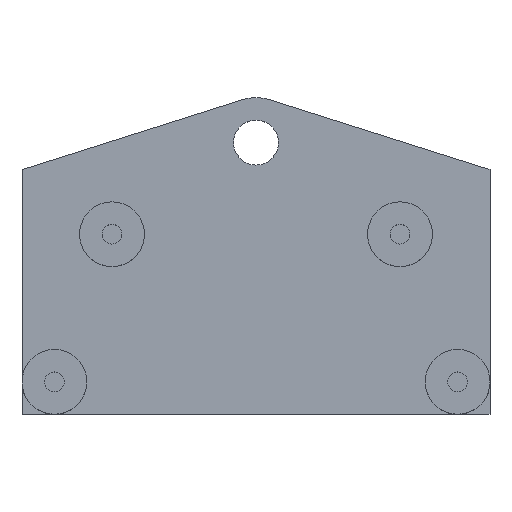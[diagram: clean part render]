
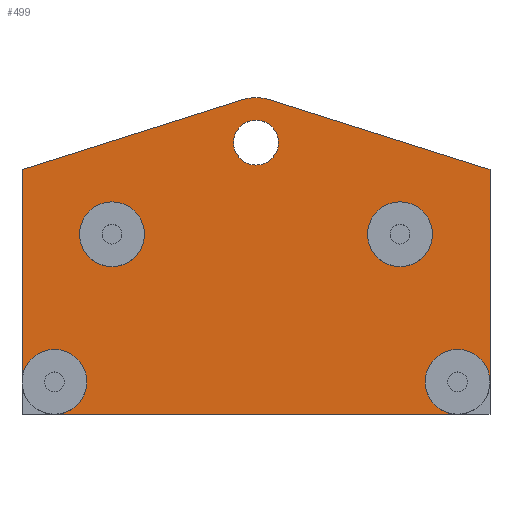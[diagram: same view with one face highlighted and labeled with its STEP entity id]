
A CAD part, top view. The second image highlights one B-rep face of the part: STEP entity #499.
In plain terms, the highlighted planar face has unit normal (0, 0, 1).
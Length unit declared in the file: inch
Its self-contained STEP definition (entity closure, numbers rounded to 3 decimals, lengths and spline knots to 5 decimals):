
#9 = AXIS2_PLACEMENT_3D ( 'NONE', #113, #162, #1074 ) ;
#13 = EDGE_CURVE ( 'NONE', #312, #572, #699, .T. ) ;
#16 = AXIS2_PLACEMENT_3D ( 'NONE', #841, #838, #829 ) ;
#19 = CARTESIAN_POINT ( 'NONE',  ( -0.8, 0.54818, 0.15 ) ) ;
#32 = DIRECTION ( 'NONE',  ( 1., 0., 0. ) ) ;
#36 = AXIS2_PLACEMENT_3D ( 'NONE', #19, #792, #864 ) ;
#37 = DIRECTION ( 'NONE',  ( 0., 0., -1. ) ) ;
#43 = CARTESIAN_POINT ( 'NONE',  ( -1.12, -0.27182, 0.15 ) ) ;
#45 = CARTESIAN_POINT ( 'NONE',  ( 0.94, -0.27182, 0.15 ) ) ;
#58 = EDGE_CURVE ( 'NONE', #538, #810, #428, .T. ) ;
#60 = AXIS2_PLACEMENT_3D ( 'NONE', #163, #144, #137 ) ;
#65 = DIRECTION ( 'NONE',  ( -1., 0., 0. ) ) ;
#70 = EDGE_LOOP ( 'NONE', ( #179, #238 ) ) ;
#76 = FACE_BOUND ( 'NONE', #851, .T. ) ;
#84 = CIRCLE ( 'NONE', #16, 0.125 ) ;
#98 = EDGE_CURVE ( 'NONE', #1033, #312, #916, .T. ) ;
#99 = CARTESIAN_POINT ( 'NONE',  ( 0.98, 0.54818, 0.15 ) ) ;
#112 = CARTESIAN_POINT ( 'NONE',  ( 1.12, -0.45182, 0.15 ) ) ;
#113 = CARTESIAN_POINT ( 'NONE',  ( 1.12, -0.27182, 0.15 ) ) ;
#117 = DIRECTION ( 'NONE',  ( 0.953, 0.302, 0. ) ) ;
#126 = CIRCLE ( 'NONE', #781, 0.125 ) ;
#131 = LINE ( 'NONE', #974, #790 ) ;
#137 = DIRECTION ( 'NONE',  ( 1., 0., 0. ) ) ;
#142 = CARTESIAN_POINT ( 'NONE',  ( 1.3, -0.27182, 0.15 ) ) ;
#144 = DIRECTION ( 'NONE',  ( 0., 0., 1. ) ) ;
#148 = PLANE ( 'NONE',  #60 ) ;
#150 = DIRECTION ( 'NONE',  ( 0., -1., 0. ) ) ;
#162 = DIRECTION ( 'NONE',  ( 0., 0., -1. ) ) ;
#163 = CARTESIAN_POINT ( 'NONE',  ( 0., 0., 0.15 ) ) ;
#179 = ORIENTED_EDGE ( 'NONE', *, *, #1000, .T. ) ;
#182 = ORIENTED_EDGE ( 'NONE', *, *, #1070, .T. ) ;
#184 = ORIENTED_EDGE ( 'NONE', *, *, #250, .T. ) ;
#185 = CARTESIAN_POINT ( 'NONE',  ( -1.3, 1.30818, 0.15 ) ) ;
#194 = CARTESIAN_POINT ( 'NONE',  ( -0.62, 0.54818, 0.15 ) ) ;
#195 = VERTEX_POINT ( 'NONE', #956 ) ;
#200 = ORIENTED_EDGE ( 'NONE', *, *, #315, .F. ) ;
#202 = ORIENTED_EDGE ( 'NONE', *, *, #919, .F. ) ;
#205 = ORIENTED_EDGE ( 'NONE', *, *, #98, .T. ) ;
#208 = ORIENTED_EDGE ( 'NONE', *, *, #13, .T. ) ;
#216 = ORIENTED_EDGE ( 'NONE', *, *, #912, .F. ) ;
#219 = ORIENTED_EDGE ( 'NONE', *, *, #498, .T. ) ;
#222 = ORIENTED_EDGE ( 'NONE', *, *, #58, .T. ) ;
#224 = ORIENTED_EDGE ( 'NONE', *, *, #846, .F. ) ;
#225 = ORIENTED_EDGE ( 'NONE', *, *, #757, .T. ) ;
#226 = ORIENTED_EDGE ( 'NONE', *, *, #375, .F. ) ;
#227 = ORIENTED_EDGE ( 'NONE', *, *, #1077, .F. ) ;
#229 = ORIENTED_EDGE ( 'NONE', *, *, #267, .T. ) ;
#238 = ORIENTED_EDGE ( 'NONE', *, *, #902, .T. ) ;
#246 = VERTEX_POINT ( 'NONE', #937 ) ;
#250 = EDGE_CURVE ( 'NONE', #901, #324, #408, .T. ) ;
#256 = CARTESIAN_POINT ( 'NONE',  ( -0.8, 0.54818, 0.15 ) ) ;
#267 = EDGE_CURVE ( 'NONE', #798, #941, #517, .T. ) ;
#271 = CARTESIAN_POINT ( 'NONE',  ( -1.3, 0.90818, 0.15 ) ) ;
#287 = FACE_BOUND ( 'NONE', #70, .T. ) ;
#293 = CARTESIAN_POINT ( 'NONE',  ( -0.07557, 1.29648, 0.15 ) ) ;
#312 = VERTEX_POINT ( 'NONE', #853 ) ;
#315 = EDGE_CURVE ( 'NONE', #938, #365, #84, .T. ) ;
#317 = DIRECTION ( 'NONE',  ( 0., 0., -1. ) ) ;
#324 = VERTEX_POINT ( 'NONE', #873 ) ;
#330 = DIRECTION ( 'NONE',  ( 1., 0., 0. ) ) ;
#338 = CIRCLE ( 'NONE', #36, 0.18 ) ;
#346 = CARTESIAN_POINT ( 'NONE',  ( 1.12, -0.27182, 0.15 ) ) ;
#361 = VECTOR ( 'NONE', #117, 39.37008 ) ;
#365 = VERTEX_POINT ( 'NONE', #779 ) ;
#375 = EDGE_CURVE ( 'NONE', #483, #942, #420, .T. ) ;
#389 = LINE ( 'NONE', #185, #392 ) ;
#392 = VECTOR ( 'NONE', #150, 39.37008 ) ;
#395 = FACE_BOUND ( 'NONE', #884, .T. ) ;
#408 = CIRCLE ( 'NONE', #955, 0.18 ) ;
#420 = CIRCLE ( 'NONE', #881, 0.25 ) ;
#428 = CIRCLE ( 'NONE', #726, 0.18 ) ;
#483 = VERTEX_POINT ( 'NONE', #293 ) ;
#498 = EDGE_CURVE ( 'NONE', #246, #1033, #389, .T. ) ;
#499 = ADVANCED_FACE ( 'NONE', ( #76, #287, #580, #395 ), #148, .T. ) ;
#509 = AXIS2_PLACEMENT_3D ( 'NONE', #43, #37, #32 ) ;
#514 = EDGE_LOOP ( 'NONE', ( #224, #222, #225, #229, #227, #226, #216, #219, #205, #208 ) ) ;
#517 = LINE ( 'NONE', #883, #843 ) ;
#522 = DIRECTION ( 'NONE',  ( 0., 0., 1. ) ) ;
#538 = VERTEX_POINT ( 'NONE', #112 ) ;
#540 = CIRCLE ( 'NONE', #1044, 0.18 ) ;
#546 = DIRECTION ( 'NONE',  ( 1., 0., 0. ) ) ;
#558 = CARTESIAN_POINT ( 'NONE',  ( 0., 1.05818, 0.15 ) ) ;
#572 = VERTEX_POINT ( 'NONE', #1045 ) ;
#580 = FACE_OUTER_BOUND ( 'NONE', #514, .T. ) ;
#590 = VERTEX_POINT ( 'NONE', #194 ) ;
#608 = CARTESIAN_POINT ( 'NONE',  ( 0.125, 1.05818, 0.15 ) ) ;
#615 = CIRCLE ( 'NONE', #830, 0.18 ) ;
#625 = CARTESIAN_POINT ( 'NONE',  ( 1.3, 0.90818, 0.15 ) ) ;
#628 = LINE ( 'NONE', #1078, #633 ) ;
#633 = VECTOR ( 'NONE', #984, 39.37008 ) ;
#638 = CARTESIAN_POINT ( 'NONE',  ( 0.07557, 1.29648, 0.15 ) ) ;
#699 = CIRCLE ( 'NONE', #718, 0.18 ) ;
#717 = DIRECTION ( 'NONE',  ( 0., 0., -1. ) ) ;
#718 = AXIS2_PLACEMENT_3D ( 'NONE', #850, #845, #827 ) ;
#725 = DIRECTION ( 'NONE',  ( 1., 0., 0. ) ) ;
#726 = AXIS2_PLACEMENT_3D ( 'NONE', #346, #317, #330 ) ;
#730 = DIRECTION ( 'NONE',  ( 0., 0., -1. ) ) ;
#731 = CARTESIAN_POINT ( 'NONE',  ( 0., 1.05818, 0.15 ) ) ;
#751 = DIRECTION ( 'NONE',  ( 1., 0., 0. ) ) ;
#754 = CARTESIAN_POINT ( 'NONE',  ( -1.3, -0.27182, 0.15 ) ) ;
#757 = EDGE_CURVE ( 'NONE', #810, #798, #832, .T. ) ;
#779 = CARTESIAN_POINT ( 'NONE',  ( -0.125, 1.05818, 0.15 ) ) ;
#781 = AXIS2_PLACEMENT_3D ( 'NONE', #558, #522, #546 ) ;
#790 = VECTOR ( 'NONE', #65, 39.37008 ) ;
#792 = DIRECTION ( 'NONE',  ( 0., 0., -1. ) ) ;
#798 = VERTEX_POINT ( 'NONE', #142 ) ;
#810 = VERTEX_POINT ( 'NONE', #45 ) ;
#827 = DIRECTION ( 'NONE',  ( 1., 0., 0. ) ) ;
#829 = DIRECTION ( 'NONE',  ( 1., 0., 0. ) ) ;
#830 = AXIS2_PLACEMENT_3D ( 'NONE', #1031, #1041, #1039 ) ;
#832 = CIRCLE ( 'NONE', #9, 0.18 ) ;
#836 = LINE ( 'NONE', #271, #361 ) ;
#838 = DIRECTION ( 'NONE',  ( 0., 0., 1. ) ) ;
#841 = CARTESIAN_POINT ( 'NONE',  ( 0., 1.05818, 0.15 ) ) ;
#843 = VECTOR ( 'NONE', #914, 39.37008 ) ;
#845 = DIRECTION ( 'NONE',  ( 0., 0., -1. ) ) ;
#846 = EDGE_CURVE ( 'NONE', #538, #572, #131, .T. ) ;
#850 = CARTESIAN_POINT ( 'NONE',  ( -1.12, -0.27182, 0.15 ) ) ;
#851 = EDGE_LOOP ( 'NONE', ( #182, #184 ) ) ;
#853 = CARTESIAN_POINT ( 'NONE',  ( -0.94, -0.27182, 0.15 ) ) ;
#864 = DIRECTION ( 'NONE',  ( 1., 0., 0. ) ) ;
#873 = CARTESIAN_POINT ( 'NONE',  ( 0.62, 0.54818, 0.15 ) ) ;
#881 = AXIS2_PLACEMENT_3D ( 'NONE', #731, #730, #725 ) ;
#883 = CARTESIAN_POINT ( 'NONE',  ( 1.3, 1.30818, 0.15 ) ) ;
#884 = EDGE_LOOP ( 'NONE', ( #200, #202 ) ) ;
#901 = VERTEX_POINT ( 'NONE', #99 ) ;
#902 = EDGE_CURVE ( 'NONE', #590, #195, #338, .T. ) ;
#912 = EDGE_CURVE ( 'NONE', #246, #483, #836, .T. ) ;
#914 = DIRECTION ( 'NONE',  ( 0., 1., 0. ) ) ;
#916 = CIRCLE ( 'NONE', #509, 0.18 ) ;
#917 = DIRECTION ( 'NONE',  ( 1., 0., 0. ) ) ;
#919 = EDGE_CURVE ( 'NONE', #365, #938, #126, .T. ) ;
#921 = DIRECTION ( 'NONE',  ( 0., 0., -1. ) ) ;
#923 = CARTESIAN_POINT ( 'NONE',  ( 0.8, 0.54818, 0.15 ) ) ;
#937 = CARTESIAN_POINT ( 'NONE',  ( -1.3, 0.90818, 0.15 ) ) ;
#938 = VERTEX_POINT ( 'NONE', #608 ) ;
#941 = VERTEX_POINT ( 'NONE', #625 ) ;
#942 = VERTEX_POINT ( 'NONE', #638 ) ;
#955 = AXIS2_PLACEMENT_3D ( 'NONE', #923, #921, #917 ) ;
#956 = CARTESIAN_POINT ( 'NONE',  ( -0.98, 0.54818, 0.15 ) ) ;
#974 = CARTESIAN_POINT ( 'NONE',  ( -1.3, -0.45182, 0.15 ) ) ;
#984 = DIRECTION ( 'NONE',  ( 0.953, -0.302, 0. ) ) ;
#1000 = EDGE_CURVE ( 'NONE', #195, #590, #540, .T. ) ;
#1031 = CARTESIAN_POINT ( 'NONE',  ( 0.8, 0.54818, 0.15 ) ) ;
#1033 = VERTEX_POINT ( 'NONE', #754 ) ;
#1039 = DIRECTION ( 'NONE',  ( 1., 0., 0. ) ) ;
#1041 = DIRECTION ( 'NONE',  ( 0., 0., -1. ) ) ;
#1044 = AXIS2_PLACEMENT_3D ( 'NONE', #256, #717, #751 ) ;
#1045 = CARTESIAN_POINT ( 'NONE',  ( -1.12, -0.45182, 0.15 ) ) ;
#1070 = EDGE_CURVE ( 'NONE', #324, #901, #615, .T. ) ;
#1074 = DIRECTION ( 'NONE',  ( 1., 0., 0. ) ) ;
#1077 = EDGE_CURVE ( 'NONE', #942, #941, #628, .T. ) ;
#1078 = CARTESIAN_POINT ( 'NONE',  ( 1.3, 0.90818, 0.15 ) ) ;
